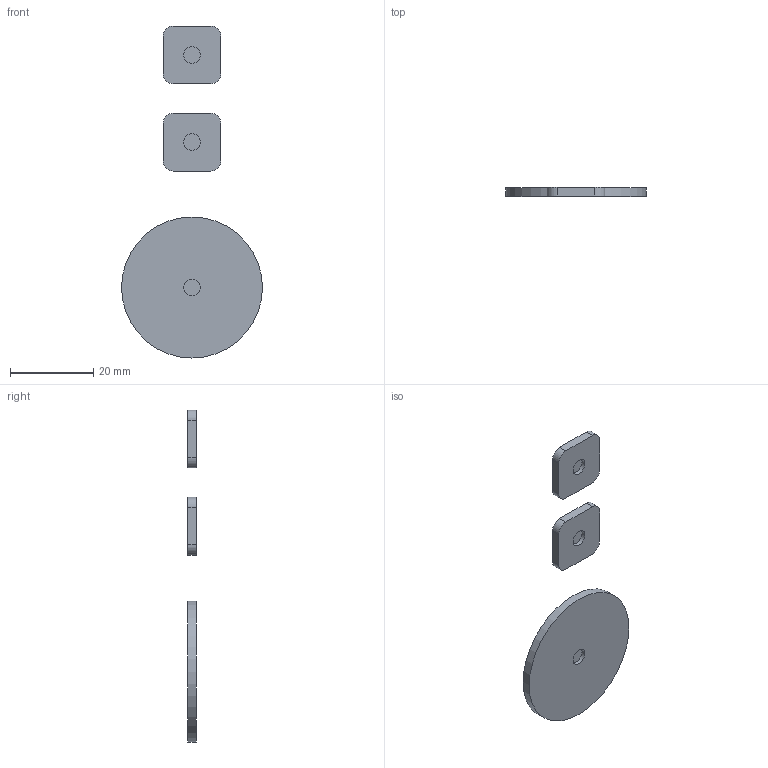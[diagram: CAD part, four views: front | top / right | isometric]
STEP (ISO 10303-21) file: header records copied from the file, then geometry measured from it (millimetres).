
FILE_DESCRIPTION(/* description */ (''),/* implementation_level */ '2;1');
FILE_NAME(/* name */ 'Buttons.step',/* time_stamp */ '2023-01-05T12:21:47-06:00',/* author */ (''),/* organization */ (''),/* preprocessor_version */ 'ST-DEVELOPER v19.2',/* originating_system */ 'Autodesk Translation Framework v11.17.0.187',/* authorisation */ '');
FILE_SCHEMA (('AUTOMOTIVE_DESIGN { 1 0 10303 214 3 1 1 }'));
Length unit declared in the file: millimetre
Products named in the file (1): Buttons
Bounding box: 33.95 x 2.1 x 79.95 mm (x, y, z)
Volume: 2650.7 mm3; surface area: 3070.3 mm2
Topology: 3 solids, 3 shells, 51 faces, 114 edges, 76 vertices
Faces by surface type: plane 37, cylinder 14
Full cylindrical faces by diameter (mm): 4 x3, 5 x1, 6 x1, 33.95 x1
Entity records: 1447 total; most frequent: DIRECTION 246, CARTESIAN_POINT 242, ORIENTED_EDGE 228, EDGE_CURVE 114, LINE 86, VECTOR 86, AXIS2_PLACEMENT_3D 80, VERTEX_POINT 76
